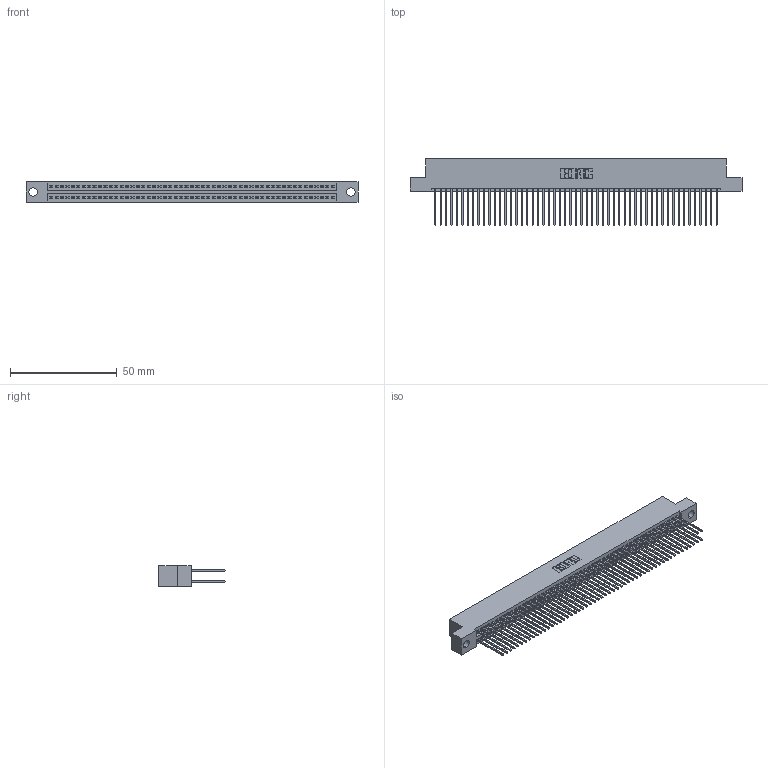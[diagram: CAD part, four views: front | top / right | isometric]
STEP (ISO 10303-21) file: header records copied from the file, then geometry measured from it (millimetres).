
FILE_DESCRIPTION (( 'STEP AP203' ), '1' );
FILE_NAME ('395-106-542-204.STEP', '2018-11-30T16:47:51', ( '' ), ( '' ), 'SwSTEP 2.0', 'SolidWorks 2016', '' );
FILE_SCHEMA (( 'CONFIG_CONTROL_DESIGN' ));
Length unit declared in the file: inch
Products named in the file (3): 395-106-542-204; 345 Part_Flush Mounting Lugs - 0.156 Dia-TH; 345-292-001_345-293-142
Assembly tree (107 placements, depth 2):
  395-106-542-204
    345 Part_Flush Mounting Lugs - 0.156 Dia-TH
    345-292-001_345-293-142  x106
Bounding box: 155.83 x 31.29 x 9.4 mm (x, y, z)
Volume: 15645.8 mm3; surface area: 25464.5 mm2
Topology: 107 solids, 107 shells, 5426 faces, 16135 edges, 10614 vertices
Faces by surface type: plane 3578, cylinder 1848
Entity records: 40125 total; most frequent: CARTESIAN_POINT 6716, ORIENTED_EDGE 6650, DIRECTION 5909, EDGE_CURVE 3325, LINE 2981, VECTOR 2981, VERTEX_POINT 2214, AXIS2_PLACEMENT_3D 1464
